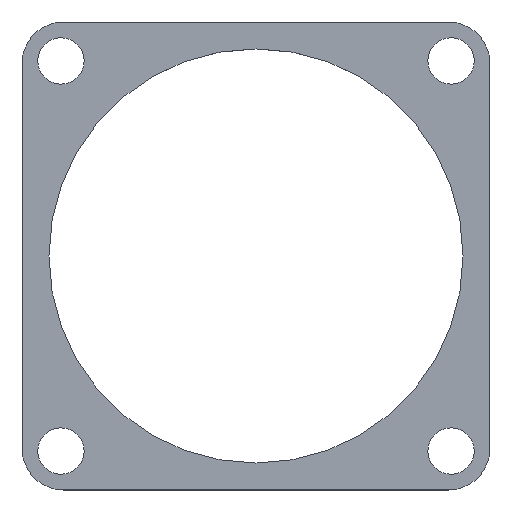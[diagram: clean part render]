
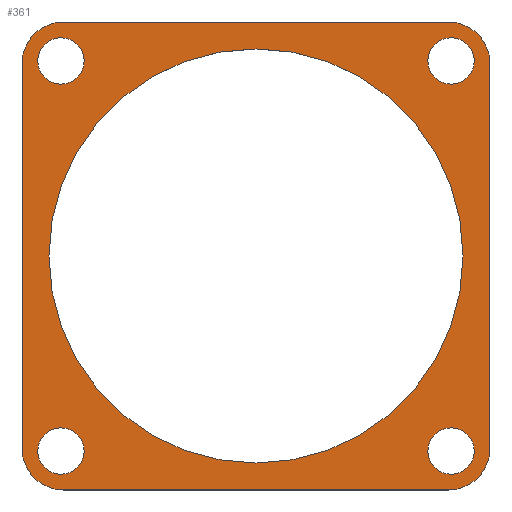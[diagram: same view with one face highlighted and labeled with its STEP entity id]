
A CAD part, top view. The second image highlights one B-rep face of the part: STEP entity #361.
In plain terms, the highlighted planar face has unit normal (0, 0, 1).
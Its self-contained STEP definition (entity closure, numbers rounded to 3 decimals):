
#29=FACE_BOUND('',#79,.T.);
#30=FACE_BOUND('',#80,.T.);
#31=FACE_BOUND('',#81,.T.);
#32=FACE_BOUND('',#82,.T.);
#33=FACE_BOUND('',#83,.T.);
#36=PLANE('',#415);
#53=FACE_OUTER_BOUND('',#78,.T.);
#78=EDGE_LOOP('',(#306,#307,#308,#309,#310,#311,#312,#313));
#79=EDGE_LOOP('',(#314));
#80=EDGE_LOOP('',(#315));
#81=EDGE_LOOP('',(#316));
#82=EDGE_LOOP('',(#317));
#83=EDGE_LOOP('',(#318));
#106=LINE('',#615,#132);
#108=LINE('',#619,#134);
#109=LINE('',#623,#135);
#110=LINE('',#627,#136);
#132=VECTOR('',#509,10.);
#134=VECTOR('',#513,10.);
#135=VECTOR('',#516,10.);
#136=VECTOR('',#519,10.);
#152=CIRCLE('',#395,25.);
#154=CIRCLE('',#399,2.8);
#156=CIRCLE('',#403,2.8);
#158=CIRCLE('',#407,2.8);
#160=CIRCLE('',#411,2.8);
#161=CIRCLE('',#413,5.);
#162=CIRCLE('',#416,5.);
#163=CIRCLE('',#417,5.);
#164=CIRCLE('',#418,5.);
#179=VERTEX_POINT('',#572);
#181=VERTEX_POINT('',#580);
#183=VERTEX_POINT('',#588);
#185=VERTEX_POINT('',#596);
#187=VERTEX_POINT('',#604);
#188=VERTEX_POINT('',#608);
#189=VERTEX_POINT('',#610);
#190=VERTEX_POINT('',#614);
#191=VERTEX_POINT('',#618);
#192=VERTEX_POINT('',#620);
#193=VERTEX_POINT('',#622);
#194=VERTEX_POINT('',#624);
#195=VERTEX_POINT('',#626);
#212=EDGE_CURVE('',#179,#179,#152,.T.);
#216=EDGE_CURVE('',#181,#181,#154,.T.);
#220=EDGE_CURVE('',#183,#183,#156,.T.);
#224=EDGE_CURVE('',#185,#185,#158,.T.);
#228=EDGE_CURVE('',#187,#187,#160,.T.);
#230=EDGE_CURVE('',#188,#189,#161,.T.);
#232=EDGE_CURVE('',#189,#190,#106,.T.);
#234=EDGE_CURVE('',#191,#188,#108,.T.);
#235=EDGE_CURVE('',#192,#191,#162,.T.);
#236=EDGE_CURVE('',#193,#192,#109,.T.);
#237=EDGE_CURVE('',#194,#193,#163,.T.);
#238=EDGE_CURVE('',#195,#194,#110,.T.);
#239=EDGE_CURVE('',#190,#195,#164,.T.);
#306=ORIENTED_EDGE('',*,*,#230,.F.);
#307=ORIENTED_EDGE('',*,*,#234,.F.);
#308=ORIENTED_EDGE('',*,*,#235,.F.);
#309=ORIENTED_EDGE('',*,*,#236,.F.);
#310=ORIENTED_EDGE('',*,*,#237,.F.);
#311=ORIENTED_EDGE('',*,*,#238,.F.);
#312=ORIENTED_EDGE('',*,*,#239,.F.);
#313=ORIENTED_EDGE('',*,*,#232,.F.);
#314=ORIENTED_EDGE('',*,*,#224,.T.);
#315=ORIENTED_EDGE('',*,*,#216,.T.);
#316=ORIENTED_EDGE('',*,*,#220,.T.);
#317=ORIENTED_EDGE('',*,*,#228,.T.);
#318=ORIENTED_EDGE('',*,*,#212,.F.);
#361=ADVANCED_FACE('',(#53,#29,#30,#31,#32,#33),#36,.F.);
#395=AXIS2_PLACEMENT_3D('',#574,#459,#460);
#399=AXIS2_PLACEMENT_3D('',#582,#469,#470);
#403=AXIS2_PLACEMENT_3D('',#590,#479,#480);
#407=AXIS2_PLACEMENT_3D('',#598,#489,#490);
#411=AXIS2_PLACEMENT_3D('',#606,#499,#500);
#413=AXIS2_PLACEMENT_3D('',#611,#504,#505);
#415=AXIS2_PLACEMENT_3D('',#617,#511,#512);
#416=AXIS2_PLACEMENT_3D('',#621,#514,#515);
#417=AXIS2_PLACEMENT_3D('',#625,#517,#518);
#418=AXIS2_PLACEMENT_3D('',#628,#520,#521);
#459=DIRECTION('center_axis',(0.,0.,1.));
#460=DIRECTION('ref_axis',(1.,0.,0.));
#469=DIRECTION('center_axis',(0.,0.,-1.));
#470=DIRECTION('ref_axis',(1.,0.,0.));
#479=DIRECTION('center_axis',(0.,0.,-1.));
#480=DIRECTION('ref_axis',(1.,0.,0.));
#489=DIRECTION('center_axis',(0.,0.,-1.));
#490=DIRECTION('ref_axis',(1.,0.,0.));
#499=DIRECTION('center_axis',(0.,0.,-1.));
#500=DIRECTION('ref_axis',(1.,0.,0.));
#504=DIRECTION('center_axis',(0.,0.,-1.));
#505=DIRECTION('ref_axis',(-0.707,-0.707,0.));
#509=DIRECTION('',(0.,1.,0.));
#511=DIRECTION('center_axis',(0.,0.,-1.));
#512=DIRECTION('ref_axis',(1.,0.,0.));
#513=DIRECTION('',(-1.,0.,0.));
#514=DIRECTION('center_axis',(0.,0.,-1.));
#515=DIRECTION('ref_axis',(0.707,-0.707,0.));
#516=DIRECTION('',(0.,-1.,0.));
#517=DIRECTION('center_axis',(0.,0.,-1.));
#518=DIRECTION('ref_axis',(0.707,0.707,0.));
#519=DIRECTION('',(1.,0.,0.));
#520=DIRECTION('center_axis',(0.,0.,-1.));
#521=DIRECTION('ref_axis',(-0.707,0.707,0.));
#572=CARTESIAN_POINT('',(20.,45.226,0.));
#574=CARTESIAN_POINT('Origin',(45.,45.226,0.));
#580=CARTESIAN_POINT('',(18.65,21.676,0.));
#582=CARTESIAN_POINT('Origin',(21.45,21.676,0.));
#588=CARTESIAN_POINT('',(65.75,68.776,0.));
#590=CARTESIAN_POINT('Origin',(68.55,68.776,0.));
#596=CARTESIAN_POINT('',(18.65,68.776,0.));
#598=CARTESIAN_POINT('Origin',(21.45,68.776,0.));
#604=CARTESIAN_POINT('',(65.75,21.676,0.));
#606=CARTESIAN_POINT('Origin',(68.55,21.676,0.));
#608=CARTESIAN_POINT('',(21.75,16.976,0.));
#610=CARTESIAN_POINT('',(16.75,21.976,0.));
#611=CARTESIAN_POINT('Origin',(21.75,21.976,0.));
#614=CARTESIAN_POINT('',(16.75,68.476,0.));
#615=CARTESIAN_POINT('',(16.75,16.976,0.));
#617=CARTESIAN_POINT('Origin',(45.,45.226,0.));
#618=CARTESIAN_POINT('',(68.25,16.976,0.));
#619=CARTESIAN_POINT('',(73.25,16.976,0.));
#620=CARTESIAN_POINT('',(73.25,21.976,0.));
#621=CARTESIAN_POINT('Origin',(68.25,21.976,0.));
#622=CARTESIAN_POINT('',(73.25,68.476,0.));
#623=CARTESIAN_POINT('',(73.25,73.476,0.));
#624=CARTESIAN_POINT('',(68.25,73.476,0.));
#625=CARTESIAN_POINT('Origin',(68.25,68.476,0.));
#626=CARTESIAN_POINT('',(21.75,73.476,0.));
#627=CARTESIAN_POINT('',(16.75,73.476,0.));
#628=CARTESIAN_POINT('Origin',(21.75,68.476,0.));
